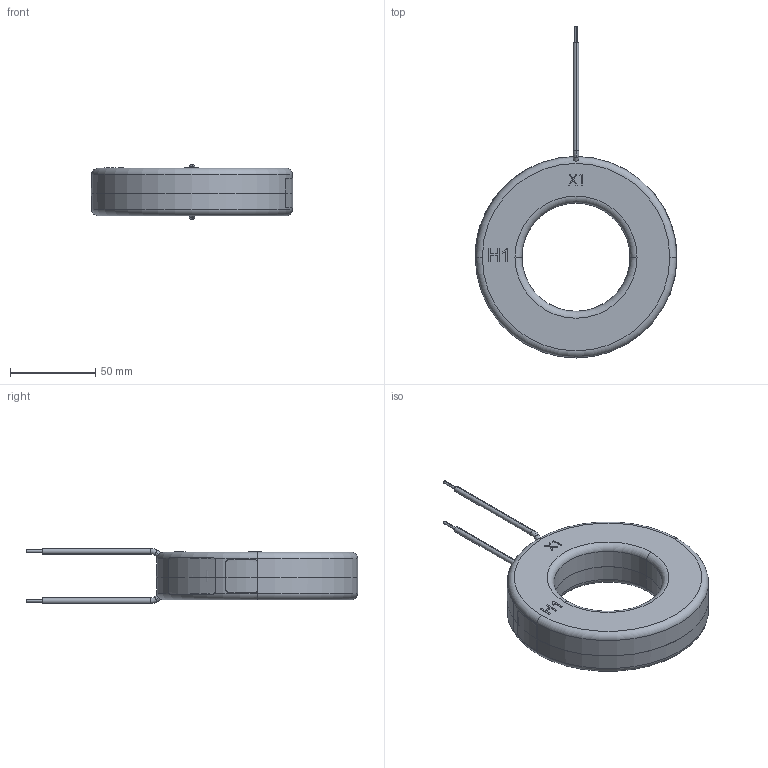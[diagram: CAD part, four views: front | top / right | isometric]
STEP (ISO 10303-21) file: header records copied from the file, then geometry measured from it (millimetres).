
FILE_DESCRIPTION (( 'STEP AP203' ), '1' );
FILE_NAME ('CR7RL-3D.STEP', '2017-01-31T21:32:30', ( 'Tom Bardol' ), ( 'Microsoft' ), 'SwSTEP 2.0', 'SolidWorks 2004231', '' );
FILE_SCHEMA (( 'CONFIG_CONTROL_DESIGN' ));
Length unit declared in the file: inch
Products named in the file (1): CR7RL-3D
Bounding box: 118.68 x 195.07 x 32.38 mm (x, y, z)
Surface area: 36399.1 mm2 (no closed solid volume)
Topology: 0 solids, 7 shells, 93 faces, 270 edges, 186 vertices
Faces by surface type: plane 48, cylinder 24, torus 12, cone 8, bspline 1
Entity records: 3554 total; most frequent: CARTESIAN_POINT 1040, DIRECTION 509, ORIENTED_EDGE 458, EDGE_CURVE 270, VERTEX_POINT 186, AXIS2_PLACEMENT_3D 177, VECTOR 155, LINE 155
